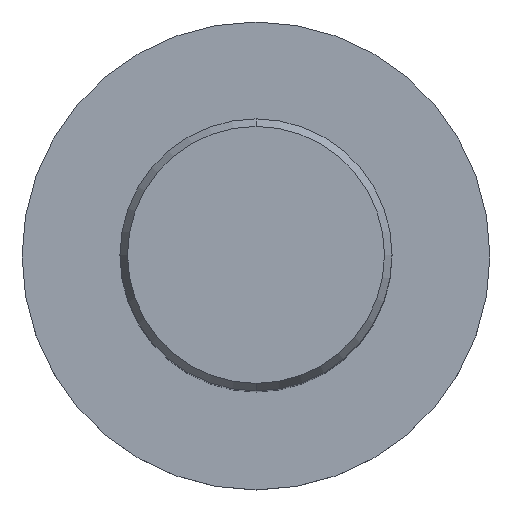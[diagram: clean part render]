
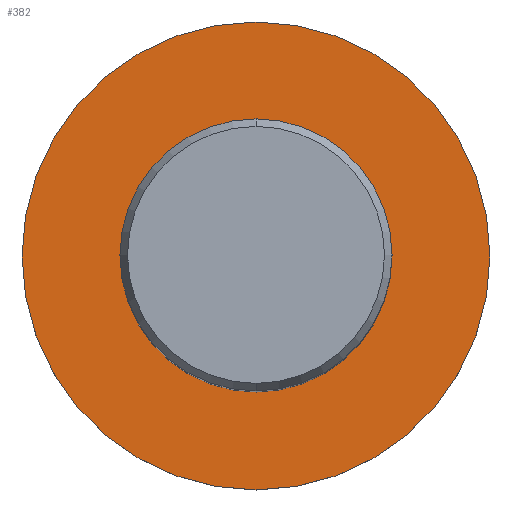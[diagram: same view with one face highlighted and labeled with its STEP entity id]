
A CAD part, top view. The second image highlights one B-rep face of the part: STEP entity #382.
In plain terms, the highlighted planar face has unit normal (0, 0, 1).
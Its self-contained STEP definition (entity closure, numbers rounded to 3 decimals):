
#306=VERTEX_POINT('',#655);
#334=EDGE_CURVE('',#436,#400,#684,.T.);
#344=VERTEX_POINT('',#695);
#372=EDGE_CURVE('',#344,#306,#724,.T.);
#382=ADVANCED_FACE('',(#735,#736),#737,.T.);
#390=EDGE_CURVE('',#306,#344,#745,.T.);
#400=VERTEX_POINT('',#756);
#436=VERTEX_POINT('',#795);
#498=EDGE_CURVE('',#400,#436,#862,.T.);
#655=CARTESIAN_POINT('',(0.0,12.5,-56.0));
#684=CIRCLE('',#1205,21.5);
#695=CARTESIAN_POINT('',(0.,-12.5,-56.0));
#724=CIRCLE('',#1284,12.5);
#735=FACE_BOUND('',#1308,.T.);
#736=FACE_OUTER_BOUND('',#1309,.T.);
#737=PLANE('',#1310);
#745=CIRCLE('',#1321,12.5);
#756=CARTESIAN_POINT('',(0.0,21.5,-56.0));
#795=CARTESIAN_POINT('',(0.,-21.5,-56.0));
#862=CIRCLE('',#1564,21.5);
#1205=AXIS2_PLACEMENT_3D('',#1783,#1784,#1785);
#1284=AXIS2_PLACEMENT_3D('',#1823,#1824,#1825);
#1308=EDGE_LOOP('',(#1838,#1839));
#1309=EDGE_LOOP('',(#1840,#1841));
#1310=AXIS2_PLACEMENT_3D('',#1842,#1843,#1844);
#1321=AXIS2_PLACEMENT_3D('',#1846,#1847,#1848);
#1564=AXIS2_PLACEMENT_3D('',#1970,#1971,#1972);
#1783=CARTESIAN_POINT('',(0.0,0.0,-56.0));
#1784=DIRECTION('',(0.0,0.0,-1.0));
#1785=DIRECTION('',(0.0,1.0,0.0));
#1823=CARTESIAN_POINT('',(0.0,0.0,-56.0));
#1824=DIRECTION('',(-0.0,0.0,-1.0));
#1825=DIRECTION('',(0.0,1.0,0.0));
#1838=ORIENTED_EDGE('',*,*,#390,.T.);
#1839=ORIENTED_EDGE('',*,*,#372,.T.);
#1840=ORIENTED_EDGE('',*,*,#498,.F.);
#1841=ORIENTED_EDGE('',*,*,#334,.F.);
#1842=CARTESIAN_POINT('',(0.0,10.75,-56.0));
#1843=DIRECTION('',(-0.0,0.0,1.0));
#1844=DIRECTION('',(0.0,-1.0,0.0));
#1846=CARTESIAN_POINT('',(0.0,0.0,-56.0));
#1847=DIRECTION('',(-0.0,0.0,-1.0));
#1848=DIRECTION('',(0.0,1.0,0.0));
#1970=CARTESIAN_POINT('',(0.0,0.0,-56.0));
#1971=DIRECTION('',(0.0,0.0,-1.0));
#1972=DIRECTION('',(0.0,1.0,0.0));
